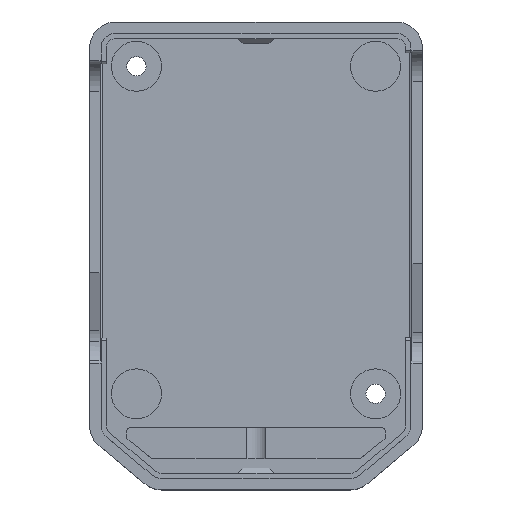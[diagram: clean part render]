
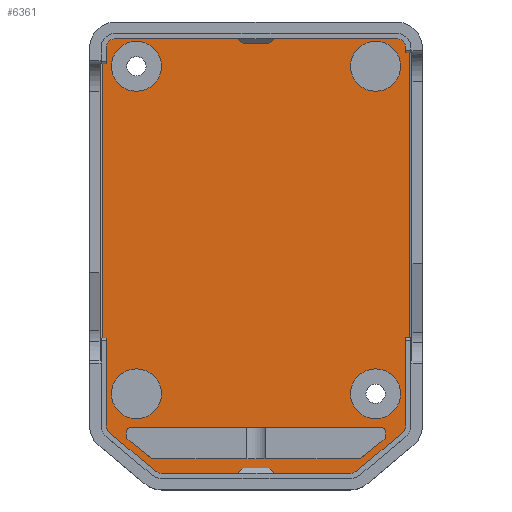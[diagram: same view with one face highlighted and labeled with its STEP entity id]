
A CAD part, top view. The second image highlights one B-rep face of the part: STEP entity #6361.
In plain terms, the highlighted face is planar.
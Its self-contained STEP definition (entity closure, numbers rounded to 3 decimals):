
#467=FACE_BOUND('',#1319,.T.);
#468=FACE_BOUND('',#1320,.T.);
#469=FACE_BOUND('',#1321,.T.);
#470=FACE_BOUND('',#1322,.T.);
#471=FACE_BOUND('',#1323,.T.);
#605=PLANE('',#6726);
#946=FACE_OUTER_BOUND('',#1318,.T.);
#1318=EDGE_LOOP('',(#5875,#5876,#5877,#5878,#5879,#5880,#5881,#5882,#5883,
#5884,#5885,#5886));
#1319=EDGE_LOOP('',(#5887));
#1320=EDGE_LOOP('',(#5888));
#1321=EDGE_LOOP('',(#5889));
#1322=EDGE_LOOP('',(#5890));
#1323=EDGE_LOOP('',(#5891,#5892,#5893,#5894,#5895,#5896,#5897,#5898,#5899,
#5900,#5901,#5902));
#1650=LINE('',#11588,#2164);
#1666=LINE('',#11653,#2180);
#1669=LINE('',#11662,#2183);
#1672=LINE('',#11670,#2186);
#1676=LINE('',#11683,#2190);
#1677=LINE('',#11685,#2191);
#1845=LINE('',#12239,#2359);
#1846=LINE('',#12243,#2360);
#1847=LINE('',#12247,#2361);
#1848=LINE('',#12251,#2362);
#1849=LINE('',#12255,#2363);
#1850=LINE('',#12258,#2364);
#2164=VECTOR('',#7291,10.);
#2180=VECTOR('',#7361,10.);
#2183=VECTOR('',#7370,10.);
#2186=VECTOR('',#7379,10.);
#2190=VECTOR('',#7397,10.);
#2191=VECTOR('',#7400,10.);
#2359=VECTOR('',#7948,10.);
#2360=VECTOR('',#7951,10.);
#2361=VECTOR('',#7954,10.);
#2362=VECTOR('',#7957,10.);
#2363=VECTOR('',#7960,10.);
#2364=VECTOR('',#7963,10.);
#2406=CIRCLE('',#6507,4.8);
#2408=CIRCLE('',#6511,4.8);
#2410=CIRCLE('',#6515,4.8);
#2412=CIRCLE('',#6519,4.8);
#2413=CIRCLE('',#6522,1.);
#2414=CIRCLE('',#6525,1.);
#2415=CIRCLE('',#6528,1.);
#2416=CIRCLE('',#6531,1.);
#2417=CIRCLE('',#6533,1.);
#2418=CIRCLE('',#6535,1.);
#2499=CIRCLE('',#6727,2.5);
#2500=CIRCLE('',#6728,2.5);
#2501=CIRCLE('',#6729,2.5);
#2502=CIRCLE('',#6730,2.5);
#2503=CIRCLE('',#6731,2.5);
#2504=CIRCLE('',#6732,2.5);
#2944=VERTEX_POINT('',#11585);
#2945=VERTEX_POINT('',#11587);
#2958=VERTEX_POINT('',#11619);
#2960=VERTEX_POINT('',#11626);
#2962=VERTEX_POINT('',#11633);
#2964=VERTEX_POINT('',#11640);
#2965=VERTEX_POINT('',#11645);
#2966=VERTEX_POINT('',#11647);
#2967=VERTEX_POINT('',#11651);
#2968=VERTEX_POINT('',#11655);
#2969=VERTEX_POINT('',#11657);
#2970=VERTEX_POINT('',#11661);
#2971=VERTEX_POINT('',#11665);
#2972=VERTEX_POINT('',#11669);
#2973=VERTEX_POINT('',#11675);
#2974=VERTEX_POINT('',#11679);
#3114=VERTEX_POINT('',#12235);
#3115=VERTEX_POINT('',#12236);
#3116=VERTEX_POINT('',#12238);
#3117=VERTEX_POINT('',#12240);
#3118=VERTEX_POINT('',#12242);
#3119=VERTEX_POINT('',#12244);
#3120=VERTEX_POINT('',#12246);
#3121=VERTEX_POINT('',#12248);
#3122=VERTEX_POINT('',#12250);
#3123=VERTEX_POINT('',#12252);
#3124=VERTEX_POINT('',#12254);
#3125=VERTEX_POINT('',#12256);
#3746=EDGE_CURVE('',#2945,#2944,#1650,.T.);
#3763=EDGE_CURVE('',#2958,#2958,#2406,.T.);
#3766=EDGE_CURVE('',#2960,#2960,#2408,.T.);
#3769=EDGE_CURVE('',#2962,#2962,#2410,.T.);
#3772=EDGE_CURVE('',#2964,#2964,#2412,.T.);
#3774=EDGE_CURVE('',#2965,#2966,#2413,.F.);
#3777=EDGE_CURVE('',#2965,#2967,#1666,.T.);
#3779=EDGE_CURVE('',#2968,#2969,#2414,.F.);
#3781=EDGE_CURVE('',#2970,#2969,#1669,.T.);
#3783=EDGE_CURVE('',#2970,#2971,#2415,.F.);
#3785=EDGE_CURVE('',#2972,#2971,#1672,.T.);
#3787=EDGE_CURVE('',#2972,#2944,#2416,.F.);
#3789=EDGE_CURVE('',#2973,#2967,#2417,.F.);
#3790=EDGE_CURVE('',#2945,#2974,#2418,.F.);
#3792=EDGE_CURVE('',#2973,#2974,#1676,.T.);
#3793=EDGE_CURVE('',#2968,#2966,#1677,.T.);
#4044=EDGE_CURVE('',#3114,#3115,#2499,.T.);
#4045=EDGE_CURVE('',#3115,#3116,#1845,.T.);
#4046=EDGE_CURVE('',#3116,#3117,#2500,.T.);
#4047=EDGE_CURVE('',#3117,#3118,#1846,.T.);
#4048=EDGE_CURVE('',#3118,#3119,#2501,.T.);
#4049=EDGE_CURVE('',#3119,#3120,#1847,.T.);
#4050=EDGE_CURVE('',#3120,#3121,#2502,.T.);
#4051=EDGE_CURVE('',#3121,#3122,#1848,.T.);
#4052=EDGE_CURVE('',#3122,#3123,#2503,.T.);
#4053=EDGE_CURVE('',#3123,#3124,#1849,.T.);
#4054=EDGE_CURVE('',#3124,#3125,#2504,.T.);
#4055=EDGE_CURVE('',#3125,#3114,#1850,.T.);
#5875=ORIENTED_EDGE('',*,*,#4044,.T.);
#5876=ORIENTED_EDGE('',*,*,#4045,.T.);
#5877=ORIENTED_EDGE('',*,*,#4046,.T.);
#5878=ORIENTED_EDGE('',*,*,#4047,.T.);
#5879=ORIENTED_EDGE('',*,*,#4048,.T.);
#5880=ORIENTED_EDGE('',*,*,#4049,.T.);
#5881=ORIENTED_EDGE('',*,*,#4050,.T.);
#5882=ORIENTED_EDGE('',*,*,#4051,.T.);
#5883=ORIENTED_EDGE('',*,*,#4052,.T.);
#5884=ORIENTED_EDGE('',*,*,#4053,.T.);
#5885=ORIENTED_EDGE('',*,*,#4054,.T.);
#5886=ORIENTED_EDGE('',*,*,#4055,.T.);
#5887=ORIENTED_EDGE('',*,*,#3763,.T.);
#5888=ORIENTED_EDGE('',*,*,#3766,.T.);
#5889=ORIENTED_EDGE('',*,*,#3769,.T.);
#5890=ORIENTED_EDGE('',*,*,#3772,.T.);
#5891=ORIENTED_EDGE('',*,*,#3746,.T.);
#5892=ORIENTED_EDGE('',*,*,#3787,.F.);
#5893=ORIENTED_EDGE('',*,*,#3785,.T.);
#5894=ORIENTED_EDGE('',*,*,#3783,.F.);
#5895=ORIENTED_EDGE('',*,*,#3781,.T.);
#5896=ORIENTED_EDGE('',*,*,#3779,.F.);
#5897=ORIENTED_EDGE('',*,*,#3793,.T.);
#5898=ORIENTED_EDGE('',*,*,#3774,.F.);
#5899=ORIENTED_EDGE('',*,*,#3777,.T.);
#5900=ORIENTED_EDGE('',*,*,#3789,.F.);
#5901=ORIENTED_EDGE('',*,*,#3792,.T.);
#5902=ORIENTED_EDGE('',*,*,#3790,.F.);
#6361=ADVANCED_FACE('',(#946,#467,#468,#469,#470,#471),#605,.T.);
#6507=AXIS2_PLACEMENT_3D('',#11621,#7321,#7322);
#6511=AXIS2_PLACEMENT_3D('',#11628,#7330,#7331);
#6515=AXIS2_PLACEMENT_3D('',#11635,#7339,#7340);
#6519=AXIS2_PLACEMENT_3D('',#11642,#7348,#7349);
#6522=AXIS2_PLACEMENT_3D('',#11648,#7355,#7356);
#6525=AXIS2_PLACEMENT_3D('',#11658,#7365,#7366);
#6528=AXIS2_PLACEMENT_3D('',#11666,#7374,#7375);
#6531=AXIS2_PLACEMENT_3D('',#11673,#7383,#7384);
#6533=AXIS2_PLACEMENT_3D('',#11677,#7388,#7389);
#6535=AXIS2_PLACEMENT_3D('',#11680,#7392,#7393);
#6726=AXIS2_PLACEMENT_3D('',#12234,#7944,#7945);
#6727=AXIS2_PLACEMENT_3D('',#12237,#7946,#7947);
#6728=AXIS2_PLACEMENT_3D('',#12241,#7949,#7950);
#6729=AXIS2_PLACEMENT_3D('',#12245,#7952,#7953);
#6730=AXIS2_PLACEMENT_3D('',#12249,#7955,#7956);
#6731=AXIS2_PLACEMENT_3D('',#12253,#7958,#7959);
#6732=AXIS2_PLACEMENT_3D('',#12257,#7961,#7962);
#7291=DIRECTION('',(1.,0.,0.));
#7321=DIRECTION('center_axis',(0.,-1.,0.));
#7322=DIRECTION('ref_axis',(1.,0.,0.));
#7330=DIRECTION('center_axis',(0.,-1.,0.));
#7331=DIRECTION('ref_axis',(1.,0.,0.));
#7339=DIRECTION('center_axis',(0.,-1.,0.));
#7340=DIRECTION('ref_axis',(1.,0.,0.));
#7348=DIRECTION('center_axis',(0.,-1.,0.));
#7349=DIRECTION('ref_axis',(1.,0.,0.));
#7355=DIRECTION('center_axis',(0.,-1.,0.));
#7356=DIRECTION('ref_axis',(-0.331,0.,0.944));
#7361=DIRECTION('',(-0.781,0.,-0.625));
#7365=DIRECTION('center_axis',(0.,-1.,0.));
#7366=DIRECTION('ref_axis',(0.331,0.,0.944));
#7370=DIRECTION('',(-0.781,0.,0.625));
#7374=DIRECTION('center_axis',(0.,-1.,0.));
#7375=DIRECTION('ref_axis',(0.901,0.,0.433));
#7379=DIRECTION('',(0.,0.,1.));
#7383=DIRECTION('center_axis',(0.,-1.,0.));
#7384=DIRECTION('ref_axis',(0.707,0.,-0.707));
#7388=DIRECTION('center_axis',(0.,-1.,0.));
#7389=DIRECTION('ref_axis',(-0.901,0.,0.433));
#7392=DIRECTION('center_axis',(0.,-1.,0.));
#7393=DIRECTION('ref_axis',(-0.707,0.,-0.707));
#7397=DIRECTION('',(0.,0.,-1.));
#7400=DIRECTION('',(-1.,0.,0.));
#7944=DIRECTION('center_axis',(0.,1.,0.));
#7945=DIRECTION('ref_axis',(1.,0.,0.));
#7946=DIRECTION('center_axis',(0.,1.,0.));
#7947=DIRECTION('ref_axis',(-0.34,0.,0.94));
#7948=DIRECTION('',(1.,0.,0.));
#7949=DIRECTION('center_axis',(0.,1.,0.));
#7950=DIRECTION('ref_axis',(0.34,0.,0.94));
#7951=DIRECTION('',(0.768,0.,-0.64));
#7952=DIRECTION('center_axis',(0.,1.,0.));
#7953=DIRECTION('ref_axis',(0.906,0.,0.424));
#7954=DIRECTION('',(0.,0.,-1.));
#7955=DIRECTION('center_axis',(0.,1.,0.));
#7956=DIRECTION('ref_axis',(0.707,0.,-0.707));
#7957=DIRECTION('',(-1.,0.,0.));
#7958=DIRECTION('center_axis',(0.,1.,0.));
#7959=DIRECTION('ref_axis',(-0.707,0.,-0.707));
#7960=DIRECTION('',(0.,0.,1.));
#7961=DIRECTION('center_axis',(0.,1.,0.));
#7962=DIRECTION('ref_axis',(-0.906,0.,0.424));
#7963=DIRECTION('',(0.768,0.,0.64));
#11585=CARTESIAN_POINT('',(24.,2.,38.));
#11587=CARTESIAN_POINT('',(-24.,2.,38.));
#11588=CARTESIAN_POINT('',(12.5,2.,38.));
#11619=CARTESIAN_POINT('',(18.2,2.,-31.5));
#11621=CARTESIAN_POINT('Origin',(23.,2.,-31.5));
#11626=CARTESIAN_POINT('',(-27.8,2.,31.5));
#11628=CARTESIAN_POINT('Origin',(-23.,2.,31.5));
#11633=CARTESIAN_POINT('',(18.2,2.,31.5));
#11635=CARTESIAN_POINT('Origin',(23.,2.,31.5));
#11640=CARTESIAN_POINT('',(-27.8,2.,-31.5));
#11642=CARTESIAN_POINT('Origin',(-23.,2.,-31.5));
#11645=CARTESIAN_POINT('',(-20.274,2.,43.781));
#11647=CARTESIAN_POINT('',(-19.649,2.,44.));
#11648=CARTESIAN_POINT('Origin',(-19.649,2.,43.));
#11651=CARTESIAN_POINT('',(-24.625,2.,40.3));
#11653=CARTESIAN_POINT('',(-25.915,2.,39.268));
#11655=CARTESIAN_POINT('',(19.649,2.,44.));
#11657=CARTESIAN_POINT('',(20.274,2.,43.781));
#11658=CARTESIAN_POINT('Origin',(19.649,2.,43.));
#11661=CARTESIAN_POINT('',(24.625,2.,40.3));
#11662=CARTESIAN_POINT('',(23.415,2.,41.268));
#11665=CARTESIAN_POINT('',(25.,2.,39.519));
#11666=CARTESIAN_POINT('Origin',(24.,2.,39.519));
#11669=CARTESIAN_POINT('',(25.,2.,39.));
#11670=CARTESIAN_POINT('',(25.,2.,22.5));
#11673=CARTESIAN_POINT('Origin',(24.,2.,39.));
#11675=CARTESIAN_POINT('',(-25.,2.,39.519));
#11677=CARTESIAN_POINT('Origin',(-24.,2.,39.519));
#11679=CARTESIAN_POINT('',(-25.,2.,39.));
#11680=CARTESIAN_POINT('Origin',(-24.,2.,39.));
#11683=CARTESIAN_POINT('',(-25.,2.,21.5));
#11685=CARTESIAN_POINT('',(-10.,2.,44.));
#12234=CARTESIAN_POINT('Origin',(0.,2.,5.));
#12235=CARTESIAN_POINT('',(-19.79,2.,46.921));
#12236=CARTESIAN_POINT('',(-18.19,2.,47.5));
#12237=CARTESIAN_POINT('Origin',(-18.19,2.,45.));
#12238=CARTESIAN_POINT('',(18.19,2.,47.5));
#12239=CARTESIAN_POINT('',(-10.,2.,47.5));
#12240=CARTESIAN_POINT('',(19.79,2.,46.921));
#12241=CARTESIAN_POINT('Origin',(18.19,2.,45.));
#12242=CARTESIAN_POINT('',(28.6,2.,39.579));
#12243=CARTESIAN_POINT('',(23.563,2.,43.776));
#12244=CARTESIAN_POINT('',(29.5,2.,37.658));
#12245=CARTESIAN_POINT('Origin',(27.,2.,37.658));
#12246=CARTESIAN_POINT('',(29.5,2.,-35.));
#12247=CARTESIAN_POINT('',(29.5,2.,22.5));
#12248=CARTESIAN_POINT('',(27.,2.,-37.5));
#12249=CARTESIAN_POINT('Origin',(27.,2.,-35.));
#12250=CARTESIAN_POINT('',(-27.,2.,-37.5));
#12251=CARTESIAN_POINT('',(16.,2.,-37.5));
#12252=CARTESIAN_POINT('',(-29.5,2.,-35.));
#12253=CARTESIAN_POINT('Origin',(-27.,2.,-35.));
#12254=CARTESIAN_POINT('',(-29.5,2.,37.658));
#12255=CARTESIAN_POINT('',(-29.5,2.,-17.5));
#12256=CARTESIAN_POINT('',(-28.6,2.,39.579));
#12257=CARTESIAN_POINT('Origin',(-27.,2.,37.658));
#12258=CARTESIAN_POINT('',(-29.563,2.,38.776));
